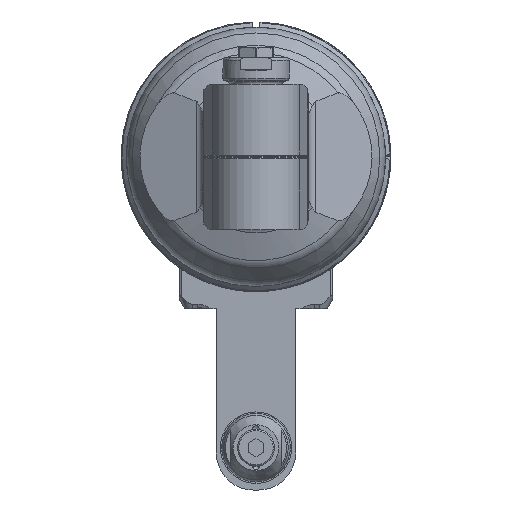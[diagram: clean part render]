
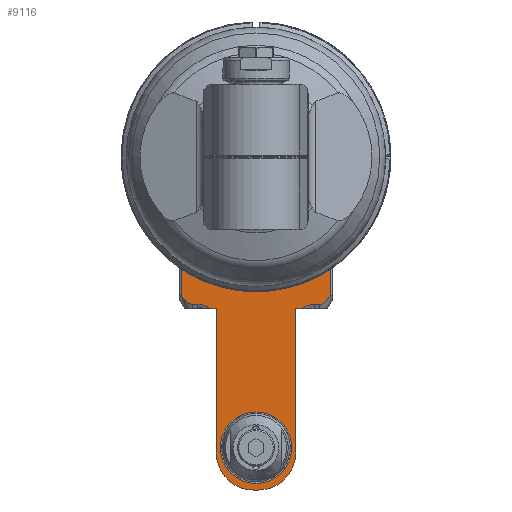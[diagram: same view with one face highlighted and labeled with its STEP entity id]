
A CAD part, front view. The second image highlights one B-rep face of the part: STEP entity #9116.
In plain terms, the highlighted planar face has unit normal (0, -1, 0).
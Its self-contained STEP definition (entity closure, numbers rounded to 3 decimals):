
#265=FACE_BOUND('',#1639,.T.);
#351=(
BOUNDED_CURVE()
B_SPLINE_CURVE(2,(#16164,#16165,#16166),.UNSPECIFIED.,.F.,.F.)
B_SPLINE_CURVE_WITH_KNOTS((3,3),(-2.884,-1.822),
 .UNSPECIFIED.)
CURVE()
GEOMETRIC_REPRESENTATION_ITEM()
RATIONAL_B_SPLINE_CURVE((1.674,2.021,2.021))
REPRESENTATION_ITEM('')
);
#352=(
BOUNDED_CURVE()
B_SPLINE_CURVE(2,(#16180,#16181,#16182),.UNSPECIFIED.,.F.,.F.)
B_SPLINE_CURVE_WITH_KNOTS((3,3),(1.822,2.884),
 .UNSPECIFIED.)
CURVE()
GEOMETRIC_REPRESENTATION_ITEM()
RATIONAL_B_SPLINE_CURVE((2.021,2.021,1.674))
REPRESENTATION_ITEM('')
);
#353=(
BOUNDED_CURVE()
B_SPLINE_CURVE(2,(#16186,#16187,#16188),.UNSPECIFIED.,.F.,.F.)
B_SPLINE_CURVE_WITH_KNOTS((3,3),(-11.02,-8.781),
 .UNSPECIFIED.)
CURVE()
GEOMETRIC_REPRESENTATION_ITEM()
RATIONAL_B_SPLINE_CURVE((2.672,2.788,2.788))
REPRESENTATION_ITEM('')
);
#354=(
BOUNDED_CURVE()
B_SPLINE_CURVE(2,(#16201,#16202,#16203),.UNSPECIFIED.,.F.,.F.)
B_SPLINE_CURVE_WITH_KNOTS((3,3),(-8.781,-6.543),
 .UNSPECIFIED.)
CURVE()
GEOMETRIC_REPRESENTATION_ITEM()
RATIONAL_B_SPLINE_CURVE((2.788,2.788,2.672))
REPRESENTATION_ITEM('')
);
#609=PLANE('',#10084);
#1033=FACE_OUTER_BOUND('',#1638,.T.);
#1638=EDGE_LOOP('',(#7509,#7510,#7511,#7512,#7513,#7514,#7515,#7516,#7517,
#7518,#7519,#7520,#7521,#7522,#7523,#7524));
#1639=EDGE_LOOP('',(#7525));
#2228=LINE('',#16108,#2824);
#2243=LINE('',#16172,#2839);
#2245=LINE('',#16178,#2841);
#2246=LINE('',#16184,#2842);
#2247=LINE('',#16190,#2843);
#2248=LINE('',#16192,#2844);
#2249=LINE('',#16196,#2845);
#2250=LINE('',#16199,#2846);
#2251=LINE('',#16204,#2847);
#2824=VECTOR('',#12181,2.101);
#2839=VECTOR('',#12222,10.272);
#2841=VECTOR('',#12230,10.272);
#2842=VECTOR('',#12231,2.);
#2843=VECTOR('',#12232,2.101);
#2844=VECTOR('',#12233,54.5);
#2845=VECTOR('',#12236,2.);
#2846=VECTOR('',#12239,54.5);
#2847=VECTOR('',#12240,2.);
#3411=CIRCLE('',#10018,51.);
#3442=CIRCLE('',#10085,14.);
#3443=CIRCLE('',#10086,14.);
#3444=CIRCLE('',#10087,13.5);
#4160=VERTEX_POINT('',#15777);
#4161=VERTEX_POINT('',#15779);
#4206=VERTEX_POINT('',#16105);
#4207=VERTEX_POINT('',#16107);
#4216=VERTEX_POINT('',#16146);
#4217=VERTEX_POINT('',#16163);
#4219=VERTEX_POINT('',#16177);
#4220=VERTEX_POINT('',#16179);
#4221=VERTEX_POINT('',#16183);
#4222=VERTEX_POINT('',#16185);
#4223=VERTEX_POINT('',#16189);
#4224=VERTEX_POINT('',#16191);
#4225=VERTEX_POINT('',#16193);
#4226=VERTEX_POINT('',#16195);
#4227=VERTEX_POINT('',#16197);
#4228=VERTEX_POINT('',#16200);
#4229=VERTEX_POINT('',#16205);
#5290=EDGE_CURVE('',#4161,#4160,#3411,.T.);
#5358=EDGE_CURVE('',#4206,#4207,#2228,.T.);
#5377=EDGE_CURVE('',#4216,#4217,#351,.T.);
#5381=EDGE_CURVE('',#4161,#4216,#2243,.T.);
#5383=EDGE_CURVE('',#4219,#4160,#2245,.T.);
#5384=EDGE_CURVE('',#4220,#4219,#352,.T.);
#5385=EDGE_CURVE('',#4221,#4220,#2246,.T.);
#5386=EDGE_CURVE('',#4222,#4221,#353,.T.);
#5387=EDGE_CURVE('',#4222,#4223,#2247,.T.);
#5388=EDGE_CURVE('',#4224,#4223,#2248,.T.);
#5389=EDGE_CURVE('',#4224,#4225,#3442,.T.);
#5390=EDGE_CURVE('',#4225,#4226,#2249,.T.);
#5391=EDGE_CURVE('',#4226,#4227,#3443,.T.);
#5392=EDGE_CURVE('',#4207,#4227,#2250,.T.);
#5393=EDGE_CURVE('',#4228,#4206,#354,.T.);
#5394=EDGE_CURVE('',#4228,#4217,#2251,.T.);
#5395=EDGE_CURVE('',#4229,#4229,#3444,.T.);
#7509=ORIENTED_EDGE('',*,*,#5290,.T.);
#7510=ORIENTED_EDGE('',*,*,#5383,.F.);
#7511=ORIENTED_EDGE('',*,*,#5384,.F.);
#7512=ORIENTED_EDGE('',*,*,#5385,.F.);
#7513=ORIENTED_EDGE('',*,*,#5386,.F.);
#7514=ORIENTED_EDGE('',*,*,#5387,.T.);
#7515=ORIENTED_EDGE('',*,*,#5388,.F.);
#7516=ORIENTED_EDGE('',*,*,#5389,.T.);
#7517=ORIENTED_EDGE('',*,*,#5390,.T.);
#7518=ORIENTED_EDGE('',*,*,#5391,.T.);
#7519=ORIENTED_EDGE('',*,*,#5392,.F.);
#7520=ORIENTED_EDGE('',*,*,#5358,.F.);
#7521=ORIENTED_EDGE('',*,*,#5393,.F.);
#7522=ORIENTED_EDGE('',*,*,#5394,.T.);
#7523=ORIENTED_EDGE('',*,*,#5377,.F.);
#7524=ORIENTED_EDGE('',*,*,#5381,.F.);
#7525=ORIENTED_EDGE('',*,*,#5395,.T.);
#9116=ADVANCED_FACE('',(#1033,#265),#609,.F.);
#10018=AXIS2_PLACEMENT_3D('',#15780,#12059,#12060);
#10084=AXIS2_PLACEMENT_3D('',#16176,#12228,#12229);
#10085=AXIS2_PLACEMENT_3D('',#16194,#12234,#12235);
#10086=AXIS2_PLACEMENT_3D('',#16198,#12237,#12238);
#10087=AXIS2_PLACEMENT_3D('',#16206,#12241,#12242);
#12059=DIRECTION('center_axis',(0.,1.,0.));
#12060=DIRECTION('ref_axis',(0.549,0.,-0.836));
#12181=DIRECTION('',(-1.,0.,0.));
#12222=DIRECTION('',(0.,0.,-1.));
#12228=DIRECTION('center_axis',(0.,1.,0.));
#12229=DIRECTION('ref_axis',(0.,0.,1.));
#12230=DIRECTION('',(0.,0.,1.));
#12231=DIRECTION('',(-1.,0.,0.));
#12232=DIRECTION('',(1.,0.,0.));
#12233=DIRECTION('',(0.,0.,1.));
#12234=DIRECTION('center_axis',(0.,-1.,0.));
#12235=DIRECTION('ref_axis',(-1.,0.,0.));
#12236=DIRECTION('',(1.,0.,0.));
#12237=DIRECTION('center_axis',(0.,-1.,0.));
#12238=DIRECTION('ref_axis',(0.,0.,-1.));
#12239=DIRECTION('',(0.,0.,-1.));
#12240=DIRECTION('',(1.,0.,0.));
#12241=DIRECTION('center_axis',(0.,1.,0.));
#12242=DIRECTION('ref_axis',(0.,0.,-1.));
#15777=CARTESIAN_POINT('',(-28.,5.,-42.626));
#15779=CARTESIAN_POINT('',(28.,5.,-42.626));
#15780=CARTESIAN_POINT('Origin',(0.,5.,0.));
#16105=CARTESIAN_POINT('',(17.101,5.,-57.5));
#16107=CARTESIAN_POINT('',(15.,5.,-57.5));
#16108=CARTESIAN_POINT('',(17.101,5.,-57.5));
#16146=CARTESIAN_POINT('',(28.,5.,-52.898));
#16163=CARTESIAN_POINT('',(24.,5.,-55.768));
#16164=CARTESIAN_POINT('Ctrl Pts',(28.,5.,-52.898));
#16165=CARTESIAN_POINT('Ctrl Pts',(25.657,5.,-55.768));
#16166=CARTESIAN_POINT('Ctrl Pts',(24.,5.,-55.768));
#16172=CARTESIAN_POINT('',(28.,5.,-42.626));
#16176=CARTESIAN_POINT('Origin',(0.,5.,-40.75));
#16177=CARTESIAN_POINT('',(-28.,5.,-52.898));
#16178=CARTESIAN_POINT('',(-28.,5.,-52.898));
#16179=CARTESIAN_POINT('',(-24.,5.,-55.768));
#16180=CARTESIAN_POINT('Ctrl Pts',(-24.,5.,-55.768));
#16181=CARTESIAN_POINT('Ctrl Pts',(-25.657,5.,-55.768));
#16182=CARTESIAN_POINT('Ctrl Pts',(-28.,5.,-52.898));
#16183=CARTESIAN_POINT('',(-22.,5.,-55.768));
#16184=CARTESIAN_POINT('',(-22.,5.,-55.768));
#16185=CARTESIAN_POINT('',(-17.101,5.,-57.5));
#16186=CARTESIAN_POINT('Ctrl Pts',(-17.101,5.,-57.5));
#16187=CARTESIAN_POINT('Ctrl Pts',(-19.653,5.,-55.768));
#16188=CARTESIAN_POINT('Ctrl Pts',(-22.,5.,-55.768));
#16189=CARTESIAN_POINT('',(-15.,5.,-57.5));
#16190=CARTESIAN_POINT('',(-17.101,5.,-57.5));
#16191=CARTESIAN_POINT('',(-15.,5.,-112.));
#16192=CARTESIAN_POINT('',(-15.,5.,-112.));
#16193=CARTESIAN_POINT('',(-1.,5.,-126.));
#16194=CARTESIAN_POINT('Origin',(-1.,5.,-112.));
#16195=CARTESIAN_POINT('',(1.,5.,-126.));
#16196=CARTESIAN_POINT('',(-1.,5.,-126.));
#16197=CARTESIAN_POINT('',(15.,5.,-112.));
#16198=CARTESIAN_POINT('Origin',(1.,5.,-112.));
#16199=CARTESIAN_POINT('',(15.,5.,-57.5));
#16200=CARTESIAN_POINT('',(22.,5.,-55.768));
#16201=CARTESIAN_POINT('Ctrl Pts',(22.,5.,-55.768));
#16202=CARTESIAN_POINT('Ctrl Pts',(19.653,5.,-55.768));
#16203=CARTESIAN_POINT('Ctrl Pts',(17.101,5.,-57.5));
#16204=CARTESIAN_POINT('',(22.,5.,-55.768));
#16205=CARTESIAN_POINT('',(0.,5.,-96.5));
#16206=CARTESIAN_POINT('Origin',(0.,5.,-110.));
